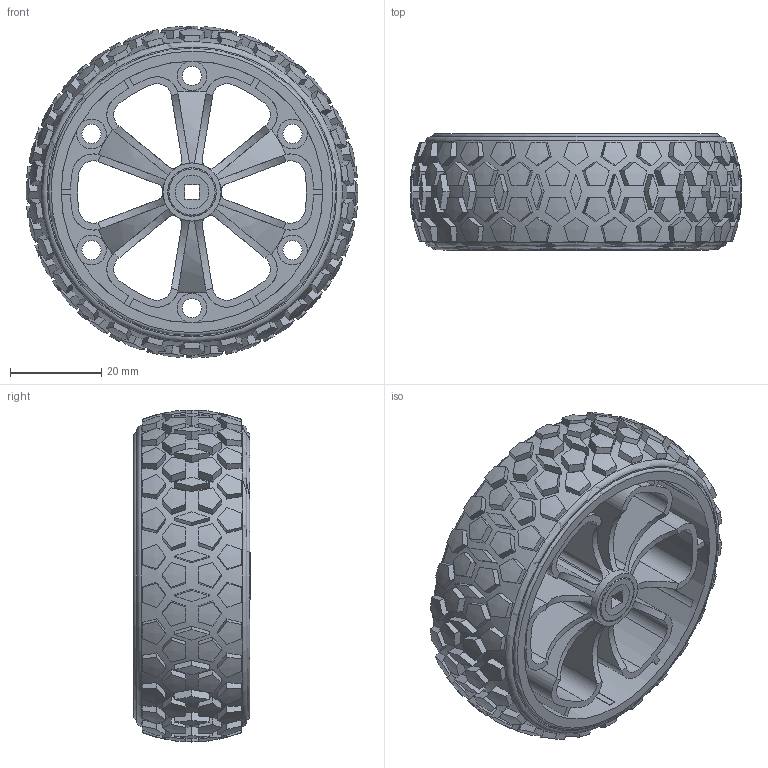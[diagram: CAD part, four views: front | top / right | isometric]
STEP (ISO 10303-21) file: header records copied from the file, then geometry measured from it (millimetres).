
FILE_DESCRIPTION(/* description */ (''),/* implementation_level */ '2;1');
FILE_NAME(/* name */ '(2.85'''') VEXplorer Wheel.iam.step',/* time_stamp */ '2020-04-16T23:37:43-04:00',/* author */ ('Jordan'),/* organization */ (''),/* preprocessor_version */ 'ST-DEVELOPER v17',/* originating_system */ 'Autodesk Inventor 2019',/* authorisation */ '');
FILE_SCHEMA (('AUTOMOTIVE_DESIGN { 1 0 10303 214 3 1 1 }'));
Length unit declared in the file: inch
Products named in the file (5): (2.85'') VEXplorer Wheel; Hub; Tire; Insert 1; Insert 2
Assembly tree (4 placements, depth 2):
  (2.85'') VEXplorer Wheel
    Hub
    Tire
    Insert 1
    Insert 2
Bounding box: 72.58 x 25.5 x 72.64 mm (x, y, z)
Volume: 40177.8 mm3; surface area: 47180.1 mm2
Topology: 4 solids, 4 shells, 1014 faces, 2667 edges, 1794 vertices
Faces by surface type: plane 746, bspline 143, cylinder 96, torus 27, sphere 2
Full cylindrical faces by diameter (mm): 4.191 x6, 10.5 x2, 10.6 x2, 12.7 x1, 57.277 x1, 60.277 x5, 60.325 x1, 62.865 x4
Entity records: 37376 total; most frequent: CARTESIAN_POINT 13626, ORIENTED_EDGE 5334, DIRECTION 4283, EDGE_CURVE 2667, VERTEX_POINT 1794, AXIS2_PLACEMENT_3D 1689, EDGE_LOOP 1179, FACE_OUTER_BOUND 1014
